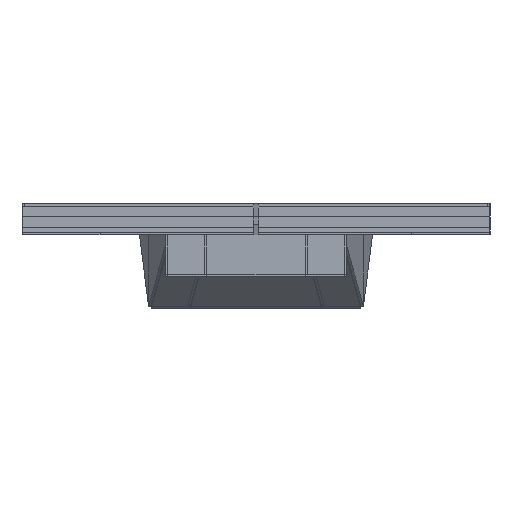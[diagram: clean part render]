
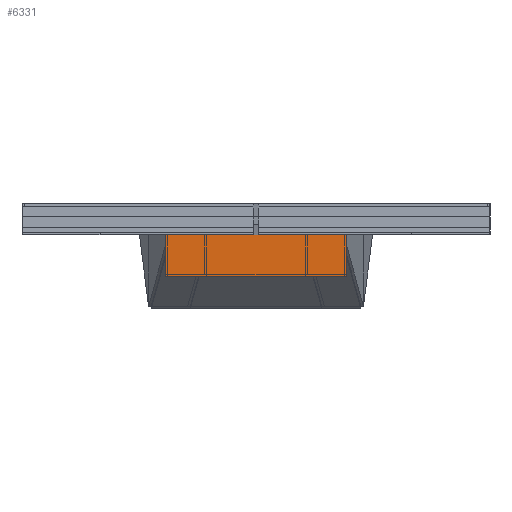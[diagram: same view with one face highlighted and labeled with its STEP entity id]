
A CAD part, left-side view. The second image highlights one B-rep face of the part: STEP entity #6331.
In plain terms, the highlighted planar face has unit normal (-1, 0, 0).
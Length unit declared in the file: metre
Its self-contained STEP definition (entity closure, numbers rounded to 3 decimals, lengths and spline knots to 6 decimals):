
#14=FACE_BOUND('',#627,.T.);
#256=FACE_OUTER_BOUND('',#626,.T.);
#626=EDGE_LOOP('',(#4641,#4642,#4643,#4644,#4645,#4646,#4647,#4648,#4649,
#4650,#4651,#4652));
#627=EDGE_LOOP('',(#4653,#4654,#4655,#4656));
#1116=LINE('',#9522,#1965);
#1117=LINE('',#9526,#1966);
#1121=LINE('',#9534,#1970);
#1124=LINE('',#9540,#1973);
#1130=LINE('',#9552,#1979);
#1133=LINE('',#9558,#1982);
#1135=LINE('',#9564,#1984);
#1139=LINE('',#9570,#1988);
#1142=LINE('',#9576,#1991);
#1143=LINE('',#9578,#1992);
#1145=LINE('',#9581,#1994);
#1148=LINE('',#9588,#1997);
#1152=LINE('',#9596,#2001);
#1156=LINE('',#9603,#2005);
#1159=LINE('',#9608,#2008);
#1160=LINE('',#9609,#2009);
#1965=VECTOR('',#7388,0.01);
#1966=VECTOR('',#7391,0.01);
#1970=VECTOR('',#7397,0.01);
#1973=VECTOR('',#7402,0.01);
#1979=VECTOR('',#7410,0.01);
#1982=VECTOR('',#7415,0.01);
#1984=VECTOR('',#7419,0.01);
#1988=VECTOR('',#7425,0.01);
#1991=VECTOR('',#7430,0.01);
#1992=VECTOR('',#7433,0.01);
#1994=VECTOR('',#7437,0.01);
#1997=VECTOR('',#7442,0.01);
#2001=VECTOR('',#7448,0.01);
#2005=VECTOR('',#7454,0.01);
#2008=VECTOR('',#7461,0.01);
#2009=VECTOR('',#7462,0.01);
#2750=VERTEX_POINT('',#9515);
#2753=VERTEX_POINT('',#9520);
#2754=VERTEX_POINT('',#9524);
#2755=VERTEX_POINT('',#9525);
#2758=VERTEX_POINT('',#9533);
#2760=VERTEX_POINT('',#9539);
#2763=VERTEX_POINT('',#9546);
#2765=VERTEX_POINT('',#9550);
#2767=VERTEX_POINT('',#9556);
#2768=VERTEX_POINT('',#9560);
#2770=VERTEX_POINT('',#9563);
#2773=VERTEX_POINT('',#9574);
#2774=VERTEX_POINT('',#9584);
#2776=VERTEX_POINT('',#9587);
#2779=VERTEX_POINT('',#9595);
#2781=VERTEX_POINT('',#9601);
#3432=EDGE_CURVE('',#2753,#2750,#1116,.T.);
#3433=EDGE_CURVE('',#2754,#2755,#1117,.T.);
#3437=EDGE_CURVE('',#2758,#2754,#1121,.T.);
#3440=EDGE_CURVE('',#2755,#2760,#1124,.T.);
#3446=EDGE_CURVE('',#2763,#2765,#1130,.T.);
#3449=EDGE_CURVE('',#2765,#2767,#1133,.T.);
#3451=EDGE_CURVE('',#2768,#2770,#1135,.T.);
#3455=EDGE_CURVE('',#2768,#2750,#1139,.T.);
#3458=EDGE_CURVE('',#2758,#2773,#1142,.T.);
#3459=EDGE_CURVE('',#2763,#2773,#1143,.T.);
#3461=EDGE_CURVE('',#2770,#2753,#1145,.T.);
#3464=EDGE_CURVE('',#2776,#2774,#1148,.T.);
#3468=EDGE_CURVE('',#2779,#2776,#1152,.T.);
#3472=EDGE_CURVE('',#2781,#2774,#1156,.T.);
#3475=EDGE_CURVE('',#2779,#2767,#1159,.T.);
#3476=EDGE_CURVE('',#2760,#2781,#1160,.T.);
#4641=ORIENTED_EDGE('',*,*,#3458,.T.);
#4642=ORIENTED_EDGE('',*,*,#3459,.F.);
#4643=ORIENTED_EDGE('',*,*,#3446,.T.);
#4644=ORIENTED_EDGE('',*,*,#3449,.T.);
#4645=ORIENTED_EDGE('',*,*,#3475,.F.);
#4646=ORIENTED_EDGE('',*,*,#3468,.T.);
#4647=ORIENTED_EDGE('',*,*,#3464,.T.);
#4648=ORIENTED_EDGE('',*,*,#3472,.F.);
#4649=ORIENTED_EDGE('',*,*,#3476,.F.);
#4650=ORIENTED_EDGE('',*,*,#3440,.F.);
#4651=ORIENTED_EDGE('',*,*,#3433,.F.);
#4652=ORIENTED_EDGE('',*,*,#3437,.F.);
#4653=ORIENTED_EDGE('',*,*,#3432,.F.);
#4654=ORIENTED_EDGE('',*,*,#3461,.F.);
#4655=ORIENTED_EDGE('',*,*,#3451,.F.);
#4656=ORIENTED_EDGE('',*,*,#3455,.T.);
#5975=PLANE('',#6742);
#6331=ADVANCED_FACE('',(#256,#14),#5975,.T.);
#6742=AXIS2_PLACEMENT_3D('',#9607,#7459,#7460);
#7388=DIRECTION('',(0.,-1.,0.));
#7391=DIRECTION('',(0.,1.,0.));
#7397=DIRECTION('',(0.,0.,-1.));
#7402=DIRECTION('',(0.,0.,1.));
#7410=DIRECTION('',(0.,1.,0.));
#7415=DIRECTION('',(0.,0.,1.));
#7419=DIRECTION('',(0.,1.,0.));
#7425=DIRECTION('',(0.,0.,-1.));
#7430=DIRECTION('',(0.,-1.,0.));
#7433=DIRECTION('',(0.,0.,-1.));
#7437=DIRECTION('',(0.,0.,-1.));
#7442=DIRECTION('',(0.,1.,0.));
#7448=DIRECTION('',(0.,0.,-1.));
#7454=DIRECTION('',(0.,0.,1.));
#7459=DIRECTION('center_axis',(-1.,0.,0.));
#7460=DIRECTION('ref_axis',(0.,0.,1.));
#7461=DIRECTION('',(0.,-1.,0.));
#7462=DIRECTION('',(0.,1.,0.));
#9515=CARTESIAN_POINT('',(2.74,-0.01,0.43));
#9520=CARTESIAN_POINT('',(2.74,0.01,0.43));
#9522=CARTESIAN_POINT('',(2.74,0.3497,0.43));
#9524=CARTESIAN_POINT('',(2.74,-0.3497,0.267613));
#9525=CARTESIAN_POINT('',(2.74,0.3497,0.267613));
#9526=CARTESIAN_POINT('',(2.74,-0.3497,0.267613));
#9533=CARTESIAN_POINT('',(2.74,-0.3497,0.43));
#9534=CARTESIAN_POINT('',(2.74,-0.3497,0.277613));
#9539=CARTESIAN_POINT('',(2.74,0.3497,0.43));
#9540=CARTESIAN_POINT('',(2.74,0.3497,0.267613));
#9546=CARTESIAN_POINT('',(2.74,-0.9,0.49));
#9550=CARTESIAN_POINT('',(2.74,-0.89,0.49));
#9552=CARTESIAN_POINT('',(2.74,-0.455,0.49));
#9556=CARTESIAN_POINT('',(2.74,-0.89,0.55));
#9558=CARTESIAN_POINT('',(2.74,-0.89,0.535));
#9560=CARTESIAN_POINT('',(2.74,-0.01,0.49));
#9563=CARTESIAN_POINT('',(2.74,0.01,0.49));
#9564=CARTESIAN_POINT('',(2.74,-0.01,0.49));
#9570=CARTESIAN_POINT('',(2.74,-0.01,0.55));
#9574=CARTESIAN_POINT('',(2.74,-0.9,0.43));
#9576=CARTESIAN_POINT('',(2.74,-0.01,0.43));
#9578=CARTESIAN_POINT('',(2.74,-0.9,0.55));
#9581=CARTESIAN_POINT('',(2.74,0.01,0.55));
#9584=CARTESIAN_POINT('',(2.74,0.9,0.49));
#9587=CARTESIAN_POINT('',(2.74,0.89,0.49));
#9588=CARTESIAN_POINT('',(2.74,0.455,0.49));
#9595=CARTESIAN_POINT('',(2.74,0.89,0.55));
#9596=CARTESIAN_POINT('',(2.74,0.89,0.475));
#9601=CARTESIAN_POINT('',(2.74,0.9,0.43));
#9603=CARTESIAN_POINT('',(2.74,0.9,0.55));
#9607=CARTESIAN_POINT('Origin',(2.74,0.01,0.43));
#9608=CARTESIAN_POINT('',(2.74,-0.01,0.55));
#9609=CARTESIAN_POINT('',(2.74,0.01,0.43));
